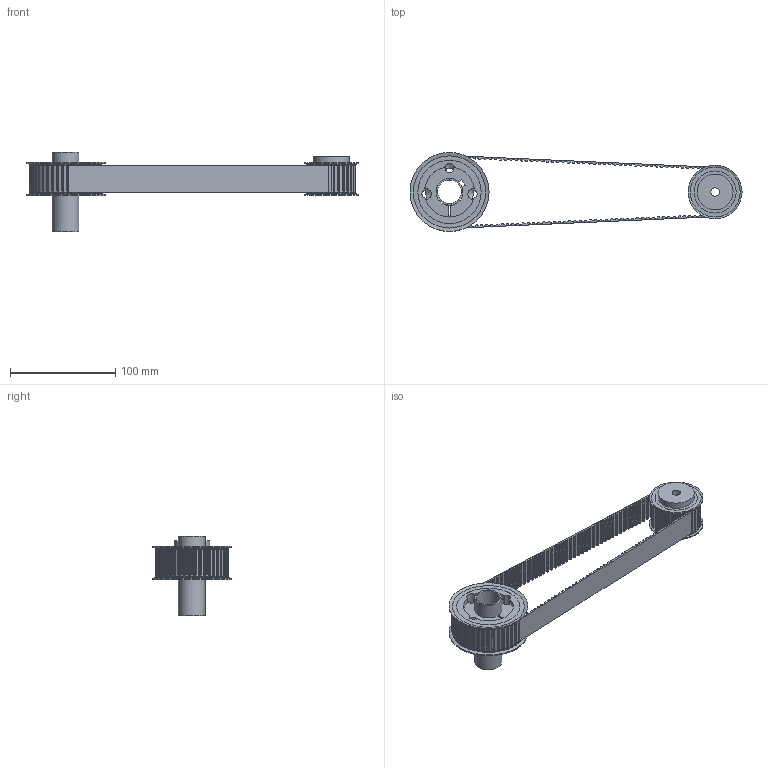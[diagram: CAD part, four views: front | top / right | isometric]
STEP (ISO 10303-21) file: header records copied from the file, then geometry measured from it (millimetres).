
FILE_DESCRIPTION(/* description */ (''),/* implementation_level */ '2;1');
FILE_NAME(/* name */ 'Riemen Übersicht v4.step',/* time_stamp */ '2021-10-30T13:21:30+02:00',/* author */ (''),/* organization */ (''),/* preprocessor_version */ 'ST-DEVELOPER v18.1',/* originating_system */ 'Autodesk Translation Framework v10.9.0.1377',/* authorisation */ '');
FILE_SCHEMA (('AUTOMOTIVE_DESIGN { 1 0 10303 214 3 1 1 }'));
Length unit declared in the file: millimetre
Products named in the file (2): Riemen Übersicht; Zahriemen T5 25mm
Assembly tree (1 placements, depth 2):
  Riemen Übersicht
    Zahriemen T5 25mm
Bounding box: 315.05 x 75 x 75 mm (x, y, z)
Volume: 168941 mm3; surface area: 95626.9 mm2
Topology: 5 solids, 5 shells, 1605 faces, 4590 edges, 3000 vertices
Faces by surface type: plane 1198, cylinder 392, cone 15
Full cylindrical faces by diameter (mm): 8 x1, 22.4 x1, 25.4 x1, 34 x1, 40 x2, 51 x2, 60 x2, 75 x2
Entity records: 52333 total; most frequent: CARTESIAN_POINT 9333, ORIENTED_EDGE 9176, DIRECTION 8948, EDGE_CURVE 4588, LINE 3406, VECTOR 3406, VERTEX_POINT 3000, AXIS2_PLACEMENT_3D 2771
